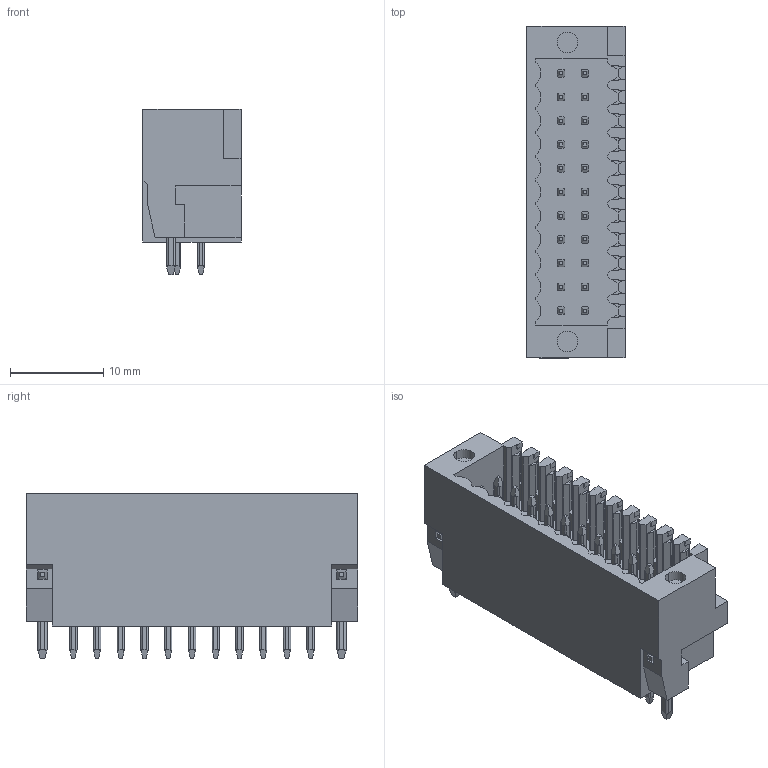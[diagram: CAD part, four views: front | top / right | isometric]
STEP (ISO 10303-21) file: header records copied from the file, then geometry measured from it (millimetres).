
FILE_DESCRIPTION((''),'2;1');
FILE_NAME('TLPHDW-020V','2024-10-17T08:33:05',('tluser'),(''),'CREO PARAMETRIC BY PTC INC, 2018100','CREO PARAMETRIC BY PTC INC, 2018100','');
FILE_SCHEMA(('CONFIG_CONTROL_DESIGN'));
Length unit declared in the file: millimetre
Products named in the file (1): TLPHDW-020V
Bounding box: 10.5 x 35.5 x 17.7 mm (x, y, z)
Volume: 3429.3 mm3; surface area: 3244.4 mm2
Topology: 1 solids, 1 shells, 912 faces, 2556 edges, 1686 vertices
Faces by surface type: plane 707, cylinder 201, torus 4
Entity records: 29581 total; most frequent: CARTESIAN_POINT 6559, ORIENTED_EDGE 5112, DIRECTION 4226, EDGE_CURVE 2556, VECTOR 1966, LINE 1966, VERTEX_POINT 1686, AXIS2_PLACEMENT_3D 1130
